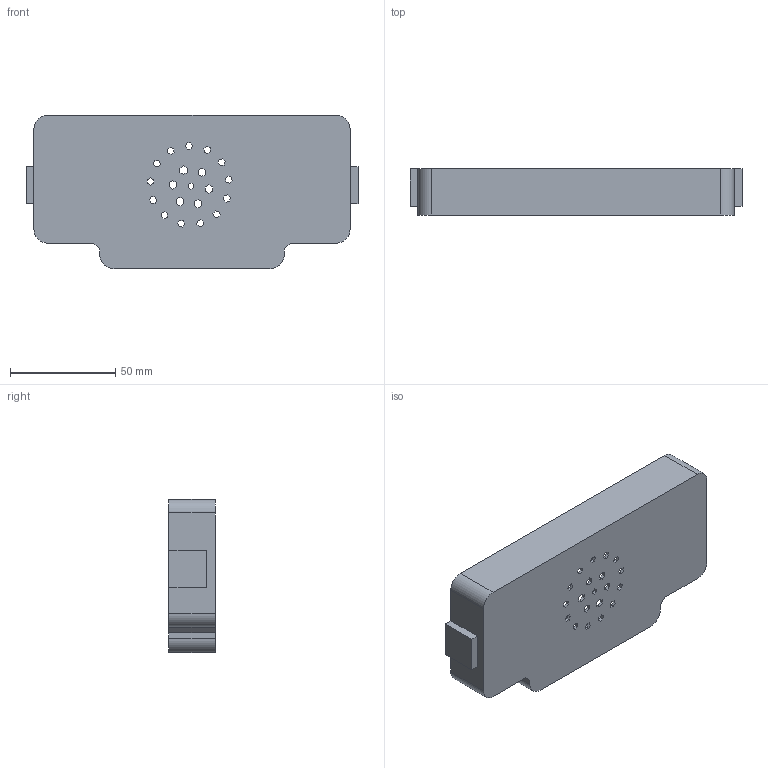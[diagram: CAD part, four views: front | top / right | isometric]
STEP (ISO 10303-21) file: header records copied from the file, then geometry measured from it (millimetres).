
FILE_DESCRIPTION (( 'STEP AP214' ), '1' );
FILE_NAME ('sprigcase.STEP', '2024-07-30T20:35:38', ( '' ), ( '' ), 'SwSTEP 2.0', 'SolidWorks 2023', '' );
FILE_SCHEMA (( 'AUTOMOTIVE_DESIGN' ));
Length unit declared in the file: centimetre
Products named in the file (1): sprigcase
Bounding box: 157.84 x 22 x 72.84 mm (x, y, z)
Volume: 39394.5 mm3; surface area: 39142.3 mm2
Topology: 1 solids, 1 shells, 179 faces, 516 edges, 344 vertices
Faces by surface type: plane 155, cylinder 24
Entity records: 5901 total; most frequent: CARTESIAN_POINT 1040, ORIENTED_EDGE 1032, DIRECTION 924, EDGE_CURVE 516, VECTOR 468, LINE 468, VERTEX_POINT 344, AXIS2_PLACEMENT_3D 228
